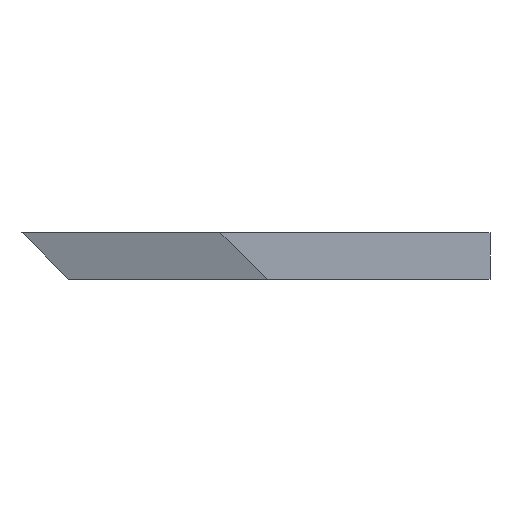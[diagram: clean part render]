
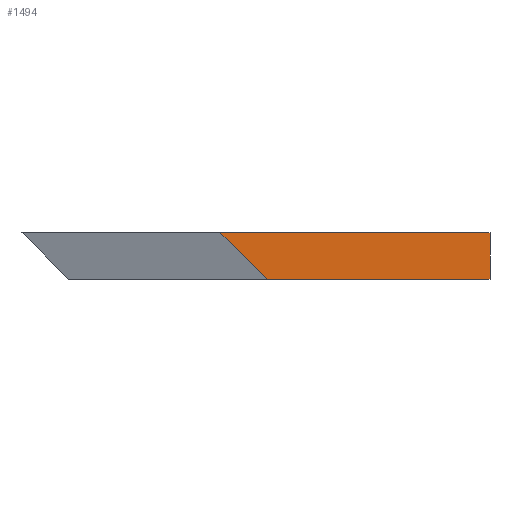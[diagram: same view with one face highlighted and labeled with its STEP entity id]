
A CAD part, front view. The second image highlights one B-rep face of the part: STEP entity #1494.
In plain terms, the highlighted planar face has unit normal (0, -1, 0).
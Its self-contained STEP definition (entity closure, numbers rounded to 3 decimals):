
#66 = DIRECTION ( 'NONE',  ( 0.711, 0., -0.704 ) ) ;
#87 = PLANE ( 'NONE',  #1175 ) ;
#279 = VERTEX_POINT ( 'NONE', #493 ) ;
#288 = CARTESIAN_POINT ( 'NONE',  ( -57.697, -447., 10. ) ) ;
#319 = CARTESIAN_POINT ( 'NONE',  ( -57.697, -447., 10. ) ) ;
#341 = VERTEX_POINT ( 'NONE', #1443 ) ;
#353 = EDGE_CURVE ( 'NONE', #729, #279, #925, .T. ) ;
#375 = VECTOR ( 'NONE', #635, 1000. ) ;
#415 = CARTESIAN_POINT ( 'NONE',  ( 0., -447., 10. ) ) ;
#416 = VECTOR ( 'NONE', #1016, 1000. ) ;
#489 = ORIENTED_EDGE ( 'NONE', *, *, #1506, .T. ) ;
#493 = CARTESIAN_POINT ( 'NONE',  ( 0., -447., 10. ) ) ;
#517 = LINE ( 'NONE', #1019, #841 ) ;
#523 = VERTEX_POINT ( 'NONE', #595 ) ;
#595 = CARTESIAN_POINT ( 'NONE',  ( 0., -447., 0. ) ) ;
#611 = FACE_OUTER_BOUND ( 'NONE', #1048, .T. ) ;
#635 = DIRECTION ( 'NONE',  ( 0., 0., -1. ) ) ;
#646 = EDGE_CURVE ( 'NONE', #729, #341, #1231, .T. ) ;
#683 = DIRECTION ( 'NONE',  ( -1., 0., 0. ) ) ;
#693 = LINE ( 'NONE', #415, #375 ) ;
#701 = EDGE_CURVE ( 'NONE', #279, #523, #693, .T. ) ;
#729 = VERTEX_POINT ( 'NONE', #288 ) ;
#841 = VECTOR ( 'NONE', #1381, 1000. ) ;
#925 = LINE ( 'NONE', #1489, #416 ) ;
#979 = CARTESIAN_POINT ( 'NONE',  ( -79.055, -447., 31.15 ) ) ;
#1000 = VECTOR ( 'NONE', #66, 1000. ) ;
#1016 = DIRECTION ( 'NONE',  ( 1., 0., 0. ) ) ;
#1019 = CARTESIAN_POINT ( 'NONE',  ( -57.697, -447., 0. ) ) ;
#1048 = EDGE_LOOP ( 'NONE', ( #1187, #1426, #489, #1339 ) ) ;
#1175 = AXIS2_PLACEMENT_3D ( 'NONE', #319, #1486, #683 ) ;
#1187 = ORIENTED_EDGE ( 'NONE', *, *, #353, .F. ) ;
#1231 = LINE ( 'NONE', #979, #1000 ) ;
#1339 = ORIENTED_EDGE ( 'NONE', *, *, #701, .F. ) ;
#1381 = DIRECTION ( 'NONE',  ( 1., 0., 0. ) ) ;
#1426 = ORIENTED_EDGE ( 'NONE', *, *, #646, .T. ) ;
#1443 = CARTESIAN_POINT ( 'NONE',  ( -47.599, -447., 0. ) ) ;
#1486 = DIRECTION ( 'NONE',  ( 0., 1., 0. ) ) ;
#1489 = CARTESIAN_POINT ( 'NONE',  ( -57.697, -447., 10. ) ) ;
#1494 = ADVANCED_FACE ( 'NONE', ( #611 ), #87, .F. ) ;
#1506 = EDGE_CURVE ( 'NONE', #341, #523, #517, .T. ) ;
